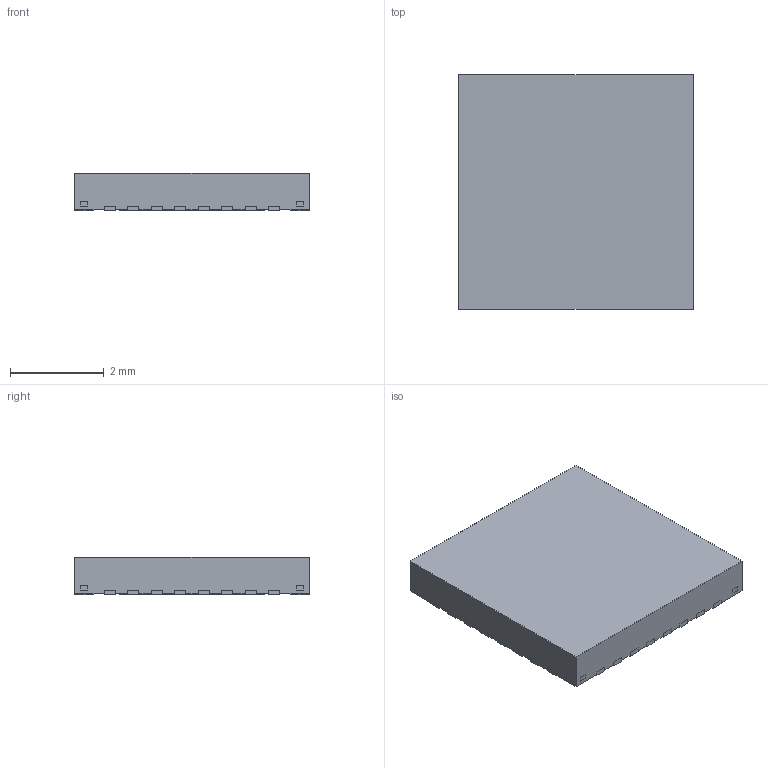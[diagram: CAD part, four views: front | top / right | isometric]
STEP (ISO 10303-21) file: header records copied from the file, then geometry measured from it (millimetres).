
FILE_DESCRIPTION((''),'2;1');
FILE_NAME('RTV0032A_ASM','2018-06-26T07:31:09',('a0412086'),(''),'CREO PARAMETRIC BY PTC INC, 2017260','CREO PARAMETRIC BY PTC INC, 2017260','');
FILE_SCHEMA(('AUTOMOTIVE_DESIGN { 1 0 10303 214 1 1 1 1 }'));
Length unit declared in the file: millimetre
Products named in the file (4): FRAME; BODY; PIN1_AREA; RTV0032A_ASM
Assembly tree (3 placements, depth 2):
  RTV0032A_ASM
    FRAME
    BODY
    PIN1_AREA
Bounding box: 5 x 5 x 0.8 mm (x, y, z)
Volume: 19.7 mm3; surface area: 100.5 mm2
Topology: 38 solids, 38 shells, 523 faces, 1338 edges, 892 vertices
Faces by surface type: plane 395, cylinder 128
Entity records: 20653 total; most frequent: CARTESIAN_POINT 2803, DIRECTION 2706, ORIENTED_EDGE 2676, PRESENTATION_STYLE_ASSIGNMENT 1417, STYLED_ITEM 1377, CURVE_STYLE 1338, EDGE_CURVE 1338, VECTOR 1082
